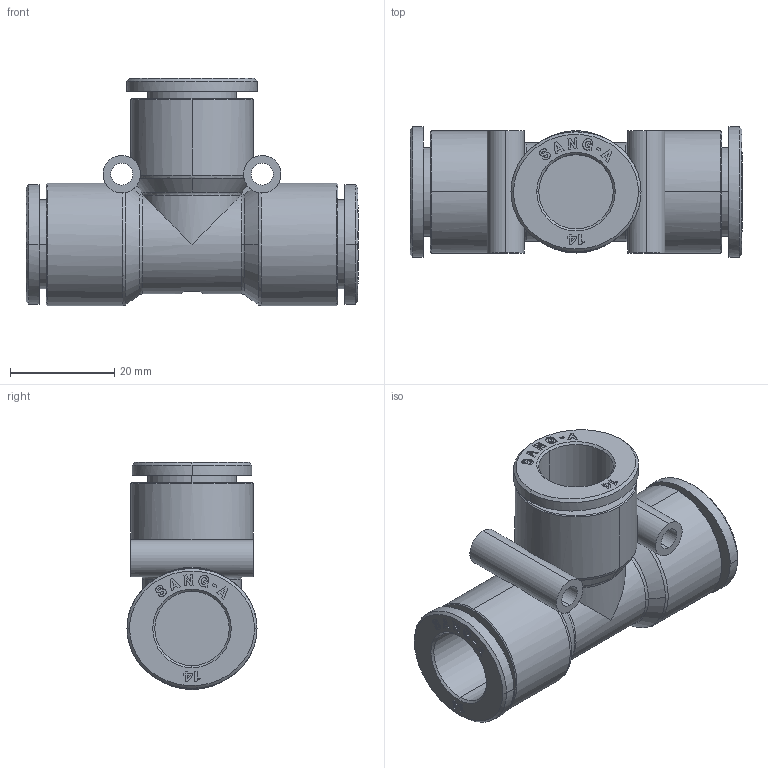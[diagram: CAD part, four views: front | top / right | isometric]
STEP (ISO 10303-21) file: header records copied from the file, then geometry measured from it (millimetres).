
FILE_DESCRIPTION (( 'STEP AP214' ), '1' );
FILE_NAME ('PUT14.STEP', '2015-09-03T09:55:44', ( '' ), ( '' ), 'SwSTEP 2.0', 'SolidWorks 2015', '' );
FILE_SCHEMA (( 'AUTOMOTIVE_DESIGN' ));
Length unit declared in the file: millimetre
Products named in the file (2): PUT14; ｦ+ﾃｦ1
Assembly tree (1 placements, depth 2):
  PUT14
    ｦ+ﾃｦ1
Bounding box: 63.8 x 25 x 43.65 mm (x, y, z)
Volume: 22560.9 mm3; surface area: 13066.7 mm2
Topology: 1 solids, 1 shells, 502 faces, 1361 edges, 903 vertices
Faces by surface type: plane 326, bspline 96, cylinder 53, cone 19, torus 8
Entity records: 19634 total; most frequent: CARTESIAN_POINT 7111, ORIENTED_EDGE 2722, DIRECTION 2080, EDGE_CURVE 1361, LINE 950, VECTOR 950, VERTEX_POINT 903, AXIS2_PLACEMENT_3D 565
